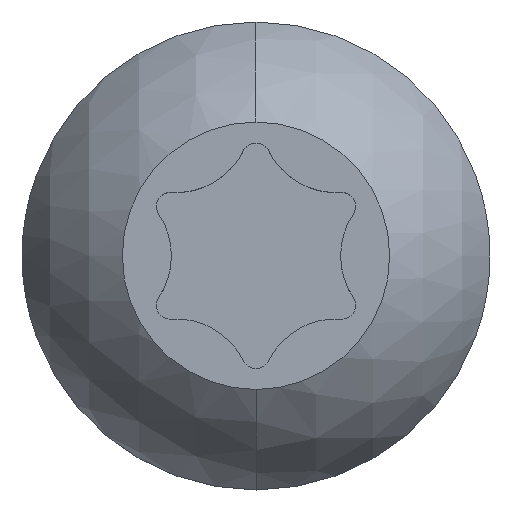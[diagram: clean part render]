
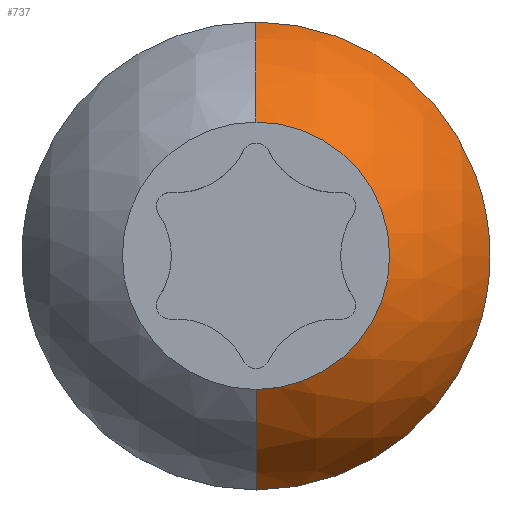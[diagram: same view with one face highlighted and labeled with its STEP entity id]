
A CAD part, top view. The second image highlights one B-rep face of the part: STEP entity #737.
In plain terms, the highlighted spherical face has radius 7.447 mm.
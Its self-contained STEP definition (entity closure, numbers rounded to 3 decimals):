
#51 = AXIS2_PLACEMENT_3D ( 'NONE', #1356, #2001, #3298 ) ;
#84 = VERTEX_POINT ( 'NONE', #2241 ) ;
#162 = AXIS2_PLACEMENT_3D ( 'NONE', #3796, #1614, #341 ) ;
#291 = DIRECTION ( 'NONE',  ( 0., -1., 0. ) ) ;
#341 = DIRECTION ( 'NONE',  ( 0., -1., 0. ) ) ;
#649 = ORIENTED_EDGE ( 'NONE', *, *, #3929, .T. ) ;
#704 = DIRECTION ( 'NONE',  ( 0., 1., 0. ) ) ;
#737 = ADVANCED_FACE ( 'NONE', ( #3453 ), #2711, .T. ) ;
#1321 = ORIENTED_EDGE ( 'NONE', *, *, #2044, .F. ) ;
#1356 = CARTESIAN_POINT ( 'NONE',  ( 0., 0., 12.4 ) ) ;
#1456 = CIRCLE ( 'NONE', #3421, 7.447 ) ;
#1497 = EDGE_CURVE ( 'NONE', #84, #2319, #2904, .T. ) ;
#1588 = ORIENTED_EDGE ( 'NONE', *, *, #1497, .T. ) ;
#1604 = EDGE_CURVE ( 'NONE', #1637, #2319, #3833, .T. ) ;
#1614 = DIRECTION ( 'NONE',  ( 0., 0., 1. ) ) ;
#1637 = VERTEX_POINT ( 'NONE', #2014 ) ;
#1662 = AXIS2_PLACEMENT_3D ( 'NONE', #3847, #3218, #704 ) ;
#2001 = DIRECTION ( 'NONE',  ( 0., 0., 1. ) ) ;
#2014 = CARTESIAN_POINT ( 'NONE',  ( 0., -4., 12.4 ) ) ;
#2044 = EDGE_CURVE ( 'NONE', #2246, #1637, #1456, .T. ) ;
#2096 = CARTESIAN_POINT ( 'NONE',  ( 0., -7., 8.66 ) ) ;
#2241 = CARTESIAN_POINT ( 'NONE',  ( 0., 7., 8.66 ) ) ;
#2246 = VERTEX_POINT ( 'NONE', #2096 ) ;
#2319 = VERTEX_POINT ( 'NONE', #2778 ) ;
#2327 = ORIENTED_EDGE ( 'NONE', *, *, #1604, .F. ) ;
#2384 = CARTESIAN_POINT ( 'NONE',  ( 0., 0., 6.118 ) ) ;
#2695 = DIRECTION ( 'NONE',  ( -1., 0., 0. ) ) ;
#2711 = SPHERICAL_SURFACE ( 'NONE', #3234, 7.447 ) ;
#2778 = CARTESIAN_POINT ( 'NONE',  ( 0., 4., 12.4 ) ) ;
#2904 = CIRCLE ( 'NONE', #1662, 7.447 ) ;
#3099 = DIRECTION ( 'NONE',  ( 0., -1., 0. ) ) ;
#3218 = DIRECTION ( 'NONE',  ( 1., 0., 0. ) ) ;
#3234 = AXIS2_PLACEMENT_3D ( 'NONE', #4065, #3743, #3099 ) ;
#3298 = DIRECTION ( 'NONE',  ( 0., -1., 0. ) ) ;
#3345 = CIRCLE ( 'NONE', #162, 7. ) ;
#3421 = AXIS2_PLACEMENT_3D ( 'NONE', #2384, #2695, #291 ) ;
#3453 = FACE_OUTER_BOUND ( 'NONE', #3891, .T. ) ;
#3743 = DIRECTION ( 'NONE',  ( 1., 0., 0. ) ) ;
#3796 = CARTESIAN_POINT ( 'NONE',  ( 0., 0., 8.66 ) ) ;
#3833 = CIRCLE ( 'NONE', #51, 4. ) ;
#3847 = CARTESIAN_POINT ( 'NONE',  ( 0., 0., 6.118 ) ) ;
#3891 = EDGE_LOOP ( 'NONE', ( #649, #1588, #2327, #1321 ) ) ;
#3929 = EDGE_CURVE ( 'NONE', #2246, #84, #3345, .T. ) ;
#4065 = CARTESIAN_POINT ( 'NONE',  ( 0., 0., 6.118 ) ) ;
